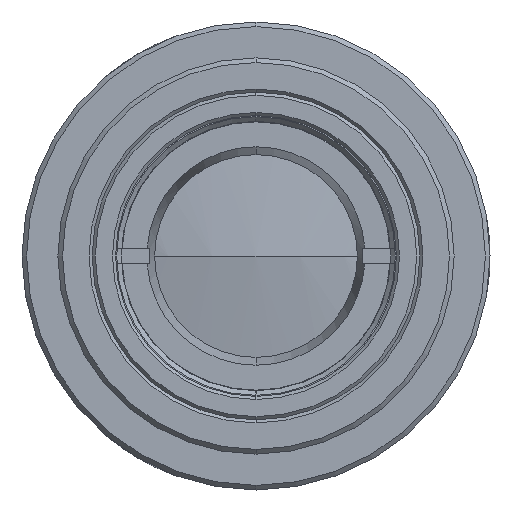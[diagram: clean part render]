
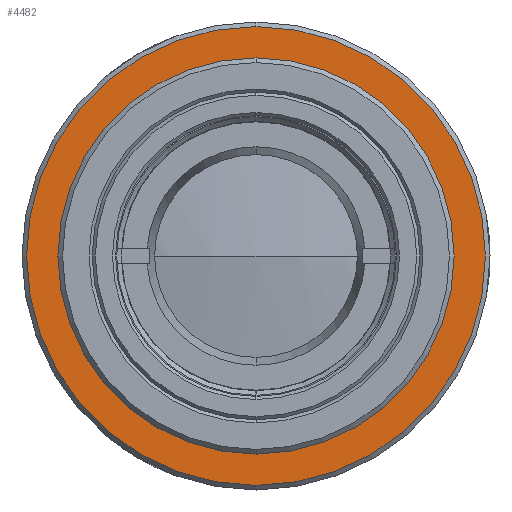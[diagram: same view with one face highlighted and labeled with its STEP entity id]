
A CAD part, front view. The second image highlights one B-rep face of the part: STEP entity #4482.
In plain terms, the highlighted face is planar.
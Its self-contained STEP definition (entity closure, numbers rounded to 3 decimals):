
#4387 = VERTEX_POINT('',#4388);
#4388 = CARTESIAN_POINT('',(87.724,16.389,14.705
    ));
#4395 = EDGE_CURVE('',#4396,#4387,#4398,.T.);
#4396 = VERTEX_POINT('',#4397);
#4397 = CARTESIAN_POINT('',(87.724,16.389,
    -14.705));
#4398 = CIRCLE('',#4399,14.705);
#4399 = AXIS2_PLACEMENT_3D('',#4400,#4401,#4402);
#4400 = CARTESIAN_POINT('',(87.724,16.389,0.));
#4401 = DIRECTION('',(1.,0.,0.));
#4402 = DIRECTION('',(0.,0.,-1.));
#4446 = EDGE_CURVE('',#4387,#4396,#4447,.T.);
#4447 = CIRCLE('',#4448,14.705);
#4448 = AXIS2_PLACEMENT_3D('',#4449,#4450,#4451);
#4449 = CARTESIAN_POINT('',(87.724,16.389,0.));
#4450 = DIRECTION('',(1.,0.,-0.));
#4451 = DIRECTION('',(0.,0.,1.));
#4482 = ADVANCED_FACE('',(#4483,#4487),#4507,.T.);
#4483 = FACE_BOUND('',#4484,.F.);
#4484 = EDGE_LOOP('',(#4485,#4486));
#4485 = ORIENTED_EDGE('',*,*,#4395,.F.);
#4486 = ORIENTED_EDGE('',*,*,#4446,.F.);
#4487 = FACE_BOUND('',#4488,.F.);
#4488 = EDGE_LOOP('',(#4489,#4500));
#4489 = ORIENTED_EDGE('',*,*,#4490,.F.);
#4490 = EDGE_CURVE('',#4491,#4493,#4495,.T.);
#4491 = VERTEX_POINT('',#4492);
#4492 = CARTESIAN_POINT('',(87.724,16.389,12.)
  );
#4493 = VERTEX_POINT('',#4494);
#4494 = CARTESIAN_POINT('',(87.724,16.389,-12.
    ));
#4495 = CIRCLE('',#4496,12.);
#4496 = AXIS2_PLACEMENT_3D('',#4497,#4498,#4499);
#4497 = CARTESIAN_POINT('',(87.724,16.389,0.));
#4498 = DIRECTION('',(-1.,0.,0.));
#4499 = DIRECTION('',(0.,0.,1.));
#4500 = ORIENTED_EDGE('',*,*,#4501,.F.);
#4501 = EDGE_CURVE('',#4493,#4491,#4502,.T.);
#4502 = CIRCLE('',#4503,12.);
#4503 = AXIS2_PLACEMENT_3D('',#4504,#4505,#4506);
#4504 = CARTESIAN_POINT('',(87.724,16.389,0.));
#4505 = DIRECTION('',(-1.,0.,0.));
#4506 = DIRECTION('',(0.,0.,-1.));
#4507 = PLANE('',#4508);
#4508 = AXIS2_PLACEMENT_3D('',#4509,#4510,#4511);
#4509 = CARTESIAN_POINT('',(87.724,31.093,0.));
#4510 = DIRECTION('',(1.,0.,0.));
#4511 = DIRECTION('',(0.,0.,-1.));
